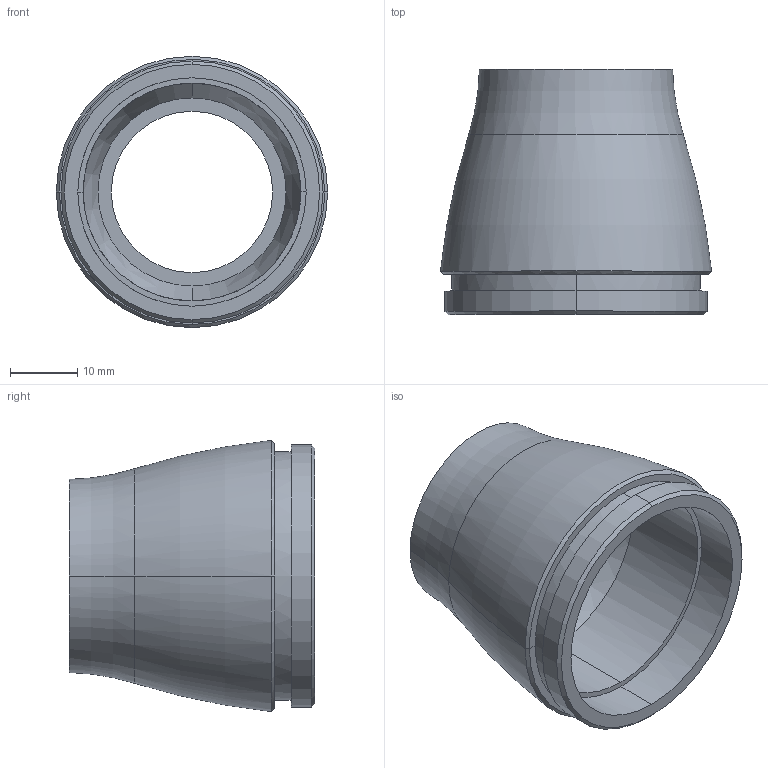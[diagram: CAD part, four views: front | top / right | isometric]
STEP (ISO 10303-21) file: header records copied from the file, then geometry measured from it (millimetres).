
FILE_DESCRIPTION (( 'STEP AP214' ), '1' );
FILE_NAME ('ﾎﾄﾌ.005.02.00.00.001 ﾊ鸙鶴鸙.STEP', '2020-08-05T11:37:36', ( '' ), ( '' ), 'SwSTEP 2.0', 'SolidWorks 2017', '' );
FILE_SCHEMA (( 'AUTOMOTIVE_DESIGN' ));
Length unit declared in the file: millimetre
Products named in the file (1): ﾎﾄﾌ.005.02.00.00.001 ﾊ鸙鶴鸙
Bounding box: 40.38 x 36.49 x 40.38 mm (x, y, z)
Volume: 8971.9 mm3; surface area: 8707.9 mm2
Topology: 1 solids, 1 shells, 38 faces, 84 edges, 52 vertices
Faces by surface type: cylinder 16, cone 12, plane 6, torus 4
Entity records: 1610 total; most frequent: CARTESIAN_POINT 727, DIRECTION 186, ORIENTED_EDGE 168, EDGE_CURVE 84, AXIS2_PLACEMENT_3D 79, VERTEX_POINT 52, EDGE_LOOP 44, CIRCLE 40
